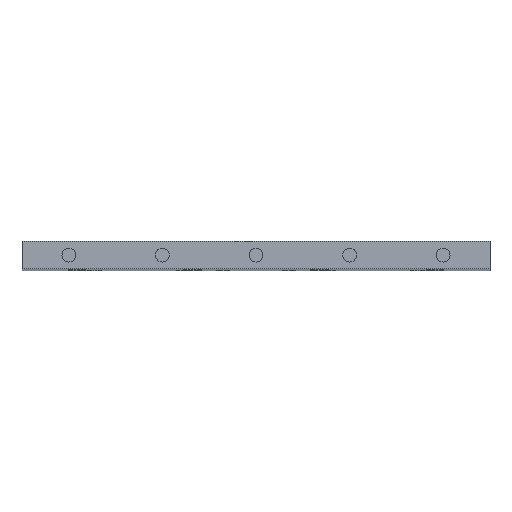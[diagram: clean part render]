
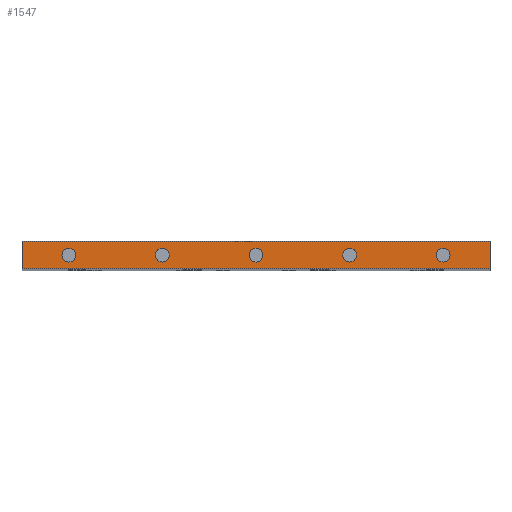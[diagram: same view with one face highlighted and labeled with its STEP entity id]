
A CAD part, top view. The second image highlights one B-rep face of the part: STEP entity #1547.
In plain terms, the highlighted planar face has unit normal (0, 0, 1).
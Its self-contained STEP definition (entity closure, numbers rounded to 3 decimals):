
#31=FACE_BOUND('',#331,.T.);
#32=FACE_BOUND('',#332,.T.);
#33=FACE_BOUND('',#333,.T.);
#34=FACE_BOUND('',#334,.T.);
#35=FACE_BOUND('',#335,.T.);
#138=PLANE('',#1771);
#226=FACE_OUTER_BOUND('',#330,.T.);
#330=EDGE_LOOP('',(#1298,#1299,#1300,#1301));
#331=EDGE_LOOP('',(#1302));
#332=EDGE_LOOP('',(#1303));
#333=EDGE_LOOP('',(#1304));
#334=EDGE_LOOP('',(#1305));
#335=EDGE_LOOP('',(#1306));
#484=LINE('',#2667,#557);
#485=LINE('',#2670,#558);
#486=LINE('',#2672,#559);
#487=LINE('',#2673,#560);
#557=VECTOR('',#2252,10.);
#558=VECTOR('',#2255,10.);
#559=VECTOR('',#2256,10.);
#560=VECTOR('',#2257,10.);
#570=CIRCLE('',#1573,2.5);
#572=CIRCLE('',#1577,2.5);
#574=CIRCLE('',#1581,2.5);
#576=CIRCLE('',#1585,2.5);
#578=CIRCLE('',#1589,2.5);
#692=VERTEX_POINT('',#2285);
#694=VERTEX_POINT('',#2292);
#696=VERTEX_POINT('',#2299);
#698=VERTEX_POINT('',#2306);
#700=VERTEX_POINT('',#2313);
#811=VERTEX_POINT('',#2661);
#813=VERTEX_POINT('',#2665);
#814=VERTEX_POINT('',#2669);
#815=VERTEX_POINT('',#2671);
#824=EDGE_CURVE('',#692,#692,#570,.T.);
#827=EDGE_CURVE('',#694,#694,#572,.T.);
#830=EDGE_CURVE('',#696,#696,#574,.T.);
#833=EDGE_CURVE('',#698,#698,#576,.T.);
#836=EDGE_CURVE('',#700,#700,#578,.T.);
#1004=EDGE_CURVE('',#811,#813,#484,.T.);
#1005=EDGE_CURVE('',#811,#814,#485,.T.);
#1006=EDGE_CURVE('',#815,#813,#486,.T.);
#1007=EDGE_CURVE('',#814,#815,#487,.T.);
#1298=ORIENTED_EDGE('',*,*,#1005,.F.);
#1299=ORIENTED_EDGE('',*,*,#1004,.T.);
#1300=ORIENTED_EDGE('',*,*,#1006,.F.);
#1301=ORIENTED_EDGE('',*,*,#1007,.F.);
#1302=ORIENTED_EDGE('',*,*,#824,.T.);
#1303=ORIENTED_EDGE('',*,*,#827,.T.);
#1304=ORIENTED_EDGE('',*,*,#830,.T.);
#1305=ORIENTED_EDGE('',*,*,#833,.T.);
#1306=ORIENTED_EDGE('',*,*,#836,.T.);
#1547=ADVANCED_FACE('',(#226,#31,#32,#33,#34,#35),#138,.T.);
#1573=AXIS2_PLACEMENT_3D('',#2286,#1794,#1795);
#1577=AXIS2_PLACEMENT_3D('',#2293,#1803,#1804);
#1581=AXIS2_PLACEMENT_3D('',#2300,#1812,#1813);
#1585=AXIS2_PLACEMENT_3D('',#2307,#1821,#1822);
#1589=AXIS2_PLACEMENT_3D('',#2314,#1830,#1831);
#1771=AXIS2_PLACEMENT_3D('',#2668,#2253,#2254);
#1794=DIRECTION('center_axis',(0.,0.,-1.));
#1795=DIRECTION('ref_axis',(-1.,0.,0.));
#1803=DIRECTION('center_axis',(0.,0.,-1.));
#1804=DIRECTION('ref_axis',(-1.,0.,0.));
#1812=DIRECTION('center_axis',(0.,0.,-1.));
#1813=DIRECTION('ref_axis',(-1.,0.,0.));
#1821=DIRECTION('center_axis',(0.,0.,-1.));
#1822=DIRECTION('ref_axis',(-1.,0.,0.));
#1830=DIRECTION('center_axis',(0.,0.,-1.));
#1831=DIRECTION('ref_axis',(-1.,0.,0.));
#2252=DIRECTION('',(0.,1.,0.));
#2253=DIRECTION('center_axis',(0.,0.,1.));
#2254=DIRECTION('ref_axis',(1.,0.,0.));
#2255=DIRECTION('',(-1.,0.,0.));
#2256=DIRECTION('',(1.,0.,0.));
#2257=DIRECTION('',(0.,1.,0.));
#2285=CARTESIAN_POINT('',(2.5,5.,175.));
#2286=CARTESIAN_POINT('Origin',(0.,5.,175.));
#2292=CARTESIAN_POINT('',(-31.5,5.,175.));
#2293=CARTESIAN_POINT('Origin',(-34.,5.,175.));
#2299=CARTESIAN_POINT('',(36.5,5.,175.));
#2300=CARTESIAN_POINT('Origin',(34.,5.,175.));
#2306=CARTESIAN_POINT('',(-65.5,5.,175.));
#2307=CARTESIAN_POINT('Origin',(-68.,5.,175.));
#2313=CARTESIAN_POINT('',(70.5,5.,175.));
#2314=CARTESIAN_POINT('Origin',(68.,5.,175.));
#2661=CARTESIAN_POINT('',(85.,0.,175.));
#2665=CARTESIAN_POINT('',(85.,10.,175.));
#2667=CARTESIAN_POINT('',(85.,0.,175.));
#2668=CARTESIAN_POINT('Origin',(-85.,0.,175.));
#2669=CARTESIAN_POINT('',(-85.,0.,175.));
#2670=CARTESIAN_POINT('',(85.,0.,175.));
#2671=CARTESIAN_POINT('',(-85.,10.,175.));
#2672=CARTESIAN_POINT('',(85.,10.,175.));
#2673=CARTESIAN_POINT('',(-85.,0.,175.));
